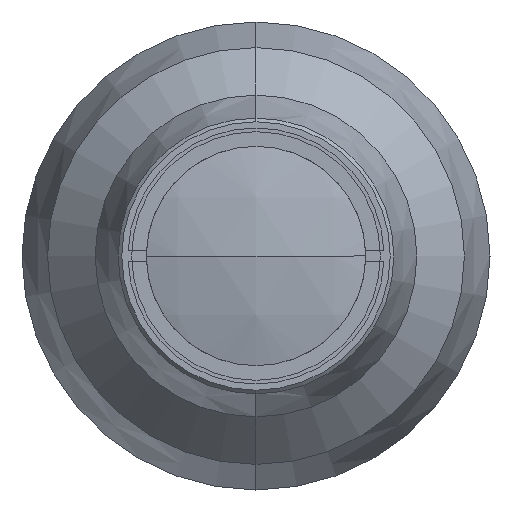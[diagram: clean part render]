
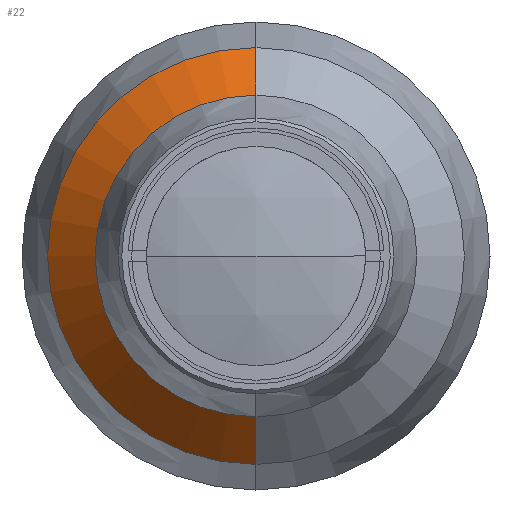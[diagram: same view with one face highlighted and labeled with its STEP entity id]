
A CAD part, left-side view. The second image highlights one B-rep face of the part: STEP entity #22.
In plain terms, the highlighted conical face has half-angle 45 degrees and reference radius 28.5 mm.
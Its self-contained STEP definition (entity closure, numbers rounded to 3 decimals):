
#22 = ADVANCED_FACE ( 'NONE', ( #949 ), #1022, .T. ) ;
#57 = VERTEX_POINT ( 'NONE', #1059 ) ;
#116 = CARTESIAN_POINT ( 'NONE',  ( 144.93, 0., -28.5 ) ) ;
#146 = EDGE_CURVE ( 'NONE', #317, #57, #1393, .T. ) ;
#302 = CIRCLE ( 'NONE', #816, 28.5 ) ;
#317 = VERTEX_POINT ( 'NONE', #1344 ) ;
#328 = CARTESIAN_POINT ( 'NONE',  ( 144.93, 0., 28.5 ) ) ;
#435 = CARTESIAN_POINT ( 'NONE',  ( 144.93, 0., 0. ) ) ;
#447 = DIRECTION ( 'NONE',  ( 0., 0., 1. ) ) ;
#462 = DIRECTION ( 'NONE',  ( -1., 0., 0. ) ) ;
#467 = CARTESIAN_POINT ( 'NONE',  ( 138.43, 0., 0. ) ) ;
#468 = CARTESIAN_POINT ( 'NONE',  ( 144.93, 0., 28.5 ) ) ;
#470 = DIRECTION ( 'NONE',  ( 1., 0., 0. ) ) ;
#502 = DIRECTION ( 'NONE',  ( 0., 0., -1. ) ) ;
#510 = VECTOR ( 'NONE', #844, 1000. ) ;
#532 = LINE ( 'NONE', #886, #510 ) ;
#640 = AXIS2_PLACEMENT_3D ( 'NONE', #435, #470, #502 ) ;
#691 = VECTOR ( 'NONE', #831, 1000. ) ;
#692 = LINE ( 'NONE', #328, #691 ) ;
#816 = AXIS2_PLACEMENT_3D ( 'NONE', #1144, #1130, #1119 ) ;
#831 = DIRECTION ( 'NONE',  ( 0.707, 0., 0.707 ) ) ;
#836 = VERTEX_POINT ( 'NONE', #116 ) ;
#844 = DIRECTION ( 'NONE',  ( 0.707, 0., -0.707 ) ) ;
#886 = CARTESIAN_POINT ( 'NONE',  ( 144.93, 0., -28.5 ) ) ;
#901 = VERTEX_POINT ( 'NONE', #468 ) ;
#942 = EDGE_CURVE ( 'NONE', #317, #901, #692, .T. ) ;
#949 = FACE_OUTER_BOUND ( 'NONE', #1265, .T. ) ;
#1022 = CONICAL_SURFACE ( 'NONE', #640, 28.5, 0.785 ) ;
#1059 = CARTESIAN_POINT ( 'NONE',  ( 138.43, 0., -22. ) ) ;
#1085 = AXIS2_PLACEMENT_3D ( 'NONE', #467, #462, #447 ) ;
#1119 = DIRECTION ( 'NONE',  ( 0., 0., 1. ) ) ;
#1124 = EDGE_CURVE ( 'NONE', #57, #836, #532, .T. ) ;
#1130 = DIRECTION ( 'NONE',  ( -1., 0., 0. ) ) ;
#1144 = CARTESIAN_POINT ( 'NONE',  ( 144.93, 0., 0. ) ) ;
#1265 = EDGE_LOOP ( 'NONE', ( #1493, #1423, #1407, #1404 ) ) ;
#1321 = EDGE_CURVE ( 'NONE', #901, #836, #302, .T. ) ;
#1344 = CARTESIAN_POINT ( 'NONE',  ( 138.43, 0., 22. ) ) ;
#1393 = CIRCLE ( 'NONE', #1085, 22. ) ;
#1404 = ORIENTED_EDGE ( 'NONE', *, *, #1124, .F. ) ;
#1407 = ORIENTED_EDGE ( 'NONE', *, *, #1321, .T. ) ;
#1423 = ORIENTED_EDGE ( 'NONE', *, *, #942, .T. ) ;
#1493 = ORIENTED_EDGE ( 'NONE', *, *, #146, .F. ) ;
